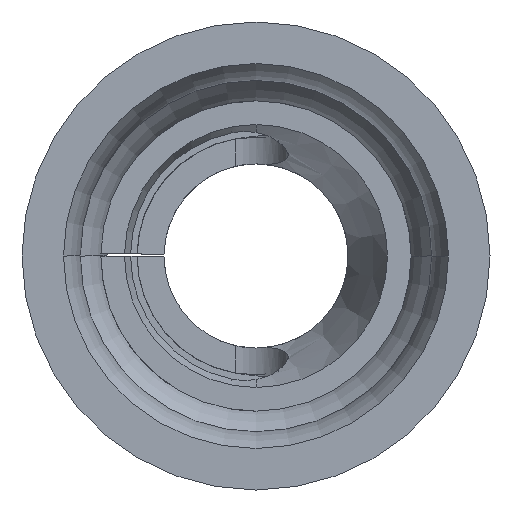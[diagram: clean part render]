
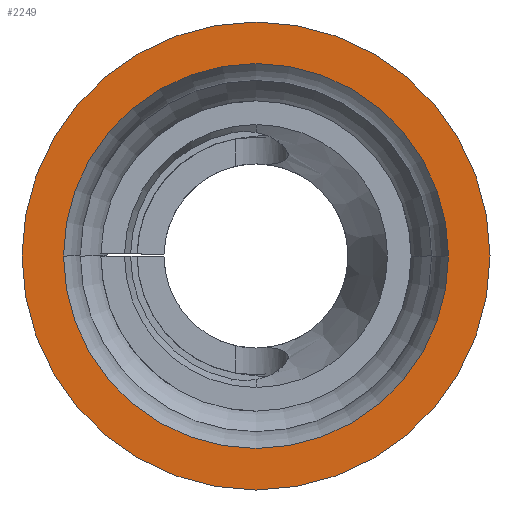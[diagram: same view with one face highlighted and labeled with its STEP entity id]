
A CAD part, front view. The second image highlights one B-rep face of the part: STEP entity #2249.
In plain terms, the highlighted planar face has unit normal (0, -1, 0).
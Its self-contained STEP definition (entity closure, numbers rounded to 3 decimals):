
#19 = AXIS2_PLACEMENT_3D ( 'NONE', #93, #1669, #517 ) ;
#60 = DIRECTION ( 'NONE',  ( -1., 0., 0. ) ) ;
#93 = CARTESIAN_POINT ( 'NONE',  ( 0., -11., 0. ) ) ;
#97 = ORIENTED_EDGE ( 'NONE', *, *, #757, .F. ) ;
#246 = DIRECTION ( 'NONE',  ( -1., 0., 0. ) ) ;
#346 = EDGE_CURVE ( 'NONE', #2837, #1139, #2533, .T. ) ;
#414 = CIRCLE ( 'NONE', #1763, 3.66 ) ;
#517 = DIRECTION ( 'NONE',  ( -1., 0., 0. ) ) ;
#526 = CARTESIAN_POINT ( 'NONE',  ( 0., -11., 0. ) ) ;
#535 = DIRECTION ( 'NONE',  ( 0., 1., 0. ) ) ;
#655 = VERTEX_POINT ( 'NONE', #1791 ) ;
#757 = EDGE_CURVE ( 'NONE', #1139, #2837, #2430, .T. ) ;
#819 = VERTEX_POINT ( 'NONE', #1196 ) ;
#1007 = EDGE_CURVE ( 'NONE', #819, #655, #414, .T. ) ;
#1032 = CARTESIAN_POINT ( 'NONE',  ( 4.45, -11., 0. ) ) ;
#1088 = PLANE ( 'NONE',  #2317 ) ;
#1096 = DIRECTION ( 'NONE',  ( 1., 0., 0. ) ) ;
#1132 = AXIS2_PLACEMENT_3D ( 'NONE', #2282, #1800, #246 ) ;
#1139 = VERTEX_POINT ( 'NONE', #1375 ) ;
#1196 = CARTESIAN_POINT ( 'NONE',  ( -3.66, -11., 0. ) ) ;
#1241 = EDGE_LOOP ( 'NONE', ( #1901, #2520 ) ) ;
#1325 = DIRECTION ( 'NONE',  ( 0., -1., 0. ) ) ;
#1347 = DIRECTION ( 'NONE',  ( 0., 1., 0. ) ) ;
#1375 = CARTESIAN_POINT ( 'NONE',  ( -4.45, -11., 0. ) ) ;
#1560 = CARTESIAN_POINT ( 'NONE',  ( 0., -11., 0. ) ) ;
#1669 = DIRECTION ( 'NONE',  ( 0., 1., 0. ) ) ;
#1763 = AXIS2_PLACEMENT_3D ( 'NONE', #1560, #1347, #2900 ) ;
#1791 = CARTESIAN_POINT ( 'NONE',  ( 3.66, -11., 0. ) ) ;
#1800 = DIRECTION ( 'NONE',  ( 0., 1., 0. ) ) ;
#1901 = ORIENTED_EDGE ( 'NONE', *, *, #1007, .T. ) ;
#1952 = EDGE_CURVE ( 'NONE', #655, #819, #2616, .T. ) ;
#2009 = EDGE_LOOP ( 'NONE', ( #97, #2324 ) ) ;
#2210 = FACE_BOUND ( 'NONE', #1241, .T. ) ;
#2249 = ADVANCED_FACE ( 'NONE', ( #2210, #2347 ), #1088, .T. ) ;
#2282 = CARTESIAN_POINT ( 'NONE',  ( 0., -11., 0. ) ) ;
#2317 = AXIS2_PLACEMENT_3D ( 'NONE', #2640, #1325, #1096 ) ;
#2324 = ORIENTED_EDGE ( 'NONE', *, *, #346, .F. ) ;
#2347 = FACE_OUTER_BOUND ( 'NONE', #2009, .T. ) ;
#2430 = CIRCLE ( 'NONE', #1132, 4.45 ) ;
#2520 = ORIENTED_EDGE ( 'NONE', *, *, #1952, .T. ) ;
#2533 = CIRCLE ( 'NONE', #2842, 4.45 ) ;
#2616 = CIRCLE ( 'NONE', #19, 3.66 ) ;
#2640 = CARTESIAN_POINT ( 'NONE',  ( -4.45, -11., 0. ) ) ;
#2837 = VERTEX_POINT ( 'NONE', #1032 ) ;
#2842 = AXIS2_PLACEMENT_3D ( 'NONE', #526, #535, #60 ) ;
#2900 = DIRECTION ( 'NONE',  ( -1., 0., 0. ) ) ;
